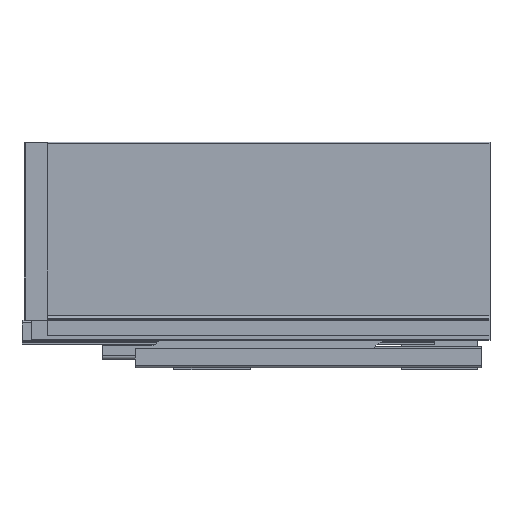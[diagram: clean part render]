
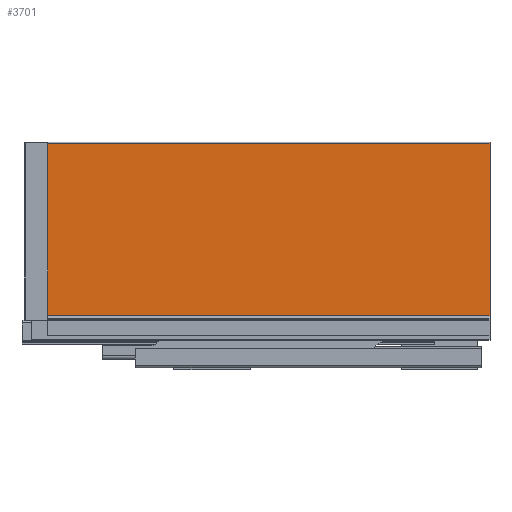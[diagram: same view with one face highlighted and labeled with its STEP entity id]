
A CAD part, top view. The second image highlights one B-rep face of the part: STEP entity #3701.
In plain terms, the highlighted planar face has unit normal (0, 0, 1).
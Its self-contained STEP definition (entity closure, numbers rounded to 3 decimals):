
#172 = PLANE ( 'NONE',  #8168 ) ;
#379 = ORIENTED_EDGE ( 'NONE', *, *, #8429, .F. ) ;
#815 = CARTESIAN_POINT ( 'NONE',  ( 0., 167., 14. ) ) ;
#945 = ORIENTED_EDGE ( 'NONE', *, *, #8477, .T. ) ;
#999 = DIRECTION ( 'NONE',  ( 0., -1., 0. ) ) ;
#1345 = DIRECTION ( 'NONE',  ( 0., -1., 0. ) ) ;
#1350 = CARTESIAN_POINT ( 'NONE',  ( -375.5, 167., 14. ) ) ;
#1773 = LINE ( 'NONE', #1819, #4537 ) ;
#1819 = CARTESIAN_POINT ( 'NONE',  ( 0., 20.5, 14. ) ) ;
#1868 = LINE ( 'NONE', #7738, #1873 ) ;
#1873 = VECTOR ( 'NONE', #7105, 1000. ) ;
#1914 = CARTESIAN_POINT ( 'NONE',  ( 0., 20.5, 14. ) ) ;
#2422 = DIRECTION ( 'NONE',  ( 0., 0., 1. ) ) ;
#2792 = VECTOR ( 'NONE', #5460, 1000. ) ;
#3434 = VERTEX_POINT ( 'NONE', #7957 ) ;
#3701 = ADVANCED_FACE ( 'NONE', ( #6874 ), #172, .T. ) ;
#3778 = CARTESIAN_POINT ( 'NONE',  ( 0., 167., 14. ) ) ;
#3900 = ORIENTED_EDGE ( 'NONE', *, *, #6220, .F. ) ;
#4102 = EDGE_CURVE ( 'NONE', #9582, #3434, #4340, .T. ) ;
#4222 = DIRECTION ( 'NONE',  ( 1., 0., 0. ) ) ;
#4317 = VERTEX_POINT ( 'NONE', #1914 ) ;
#4340 = LINE ( 'NONE', #5703, #6787 ) ;
#4453 = VERTEX_POINT ( 'NONE', #3778 ) ;
#4537 = VECTOR ( 'NONE', #4222, 1000. ) ;
#5409 = LINE ( 'NONE', #815, #2792 ) ;
#5460 = DIRECTION ( 'NONE',  ( 0., -1., 0. ) ) ;
#5703 = CARTESIAN_POINT ( 'NONE',  ( -375.5, 167., 14. ) ) ;
#6137 = CARTESIAN_POINT ( 'NONE',  ( -392., 167., 14. ) ) ;
#6220 = EDGE_CURVE ( 'NONE', #4453, #4317, #5409, .T. ) ;
#6787 = VECTOR ( 'NONE', #1345, 1000. ) ;
#6874 = FACE_OUTER_BOUND ( 'NONE', #9406, .T. ) ;
#7105 = DIRECTION ( 'NONE',  ( 1., 0., 0. ) ) ;
#7738 = CARTESIAN_POINT ( 'NONE',  ( -392., 167., 14. ) ) ;
#7957 = CARTESIAN_POINT ( 'NONE',  ( -375.5, 20.5, 14. ) ) ;
#8168 = AXIS2_PLACEMENT_3D ( 'NONE', #6137, #2422, #999 ) ;
#8429 = EDGE_CURVE ( 'NONE', #9582, #4453, #1868, .T. ) ;
#8433 = ORIENTED_EDGE ( 'NONE', *, *, #4102, .T. ) ;
#8477 = EDGE_CURVE ( 'NONE', #3434, #4317, #1773, .T. ) ;
#9406 = EDGE_LOOP ( 'NONE', ( #379, #8433, #945, #3900 ) ) ;
#9582 = VERTEX_POINT ( 'NONE', #1350 ) ;
